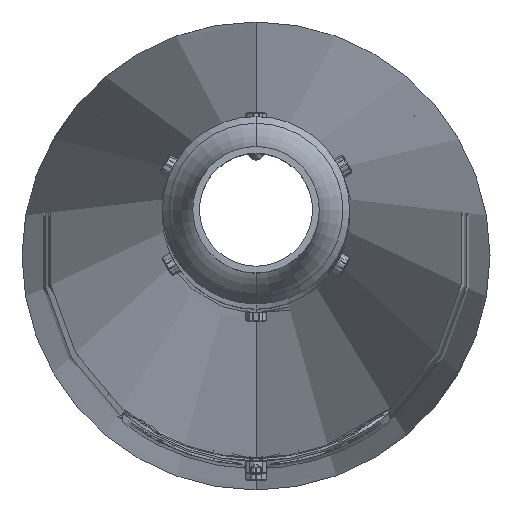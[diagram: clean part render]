
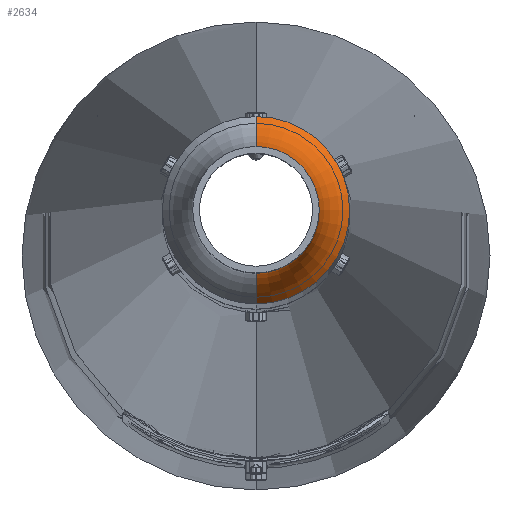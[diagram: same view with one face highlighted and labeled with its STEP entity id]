
A CAD part, top view. The second image highlights one B-rep face of the part: STEP entity #2634.
In plain terms, the highlighted toroidal (fillet/blend) face has major radius 90 mm and minor radius 60 mm.
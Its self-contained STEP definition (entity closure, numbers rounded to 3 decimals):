
#404 = VERTEX_POINT ( 'NONE', #5742 ) ;
#542 = VERTEX_POINT ( 'NONE', #4148 ) ;
#600 = EDGE_CURVE ( 'NONE', #2093, #7706, #823, .T. ) ;
#723 = EDGE_CURVE ( 'NONE', #7706, #404, #7635, .T. ) ;
#823 = CIRCLE ( 'NONE', #1409, 30. ) ;
#1167 = EDGE_CURVE ( 'NONE', #2093, #542, #4395, .T. ) ;
#1237 = DIRECTION ( 'NONE',  ( 1., 0., 0. ) ) ;
#1406 = CARTESIAN_POINT ( 'NONE',  ( 0., 1389.054, -30. ) ) ;
#1409 = AXIS2_PLACEMENT_3D ( 'NONE', #7016, #5779, #2971 ) ;
#1487 = ORIENTED_EDGE ( 'NONE', *, *, #600, .F. ) ;
#2093 = VERTEX_POINT ( 'NONE', #1406 ) ;
#2154 = DIRECTION ( 'NONE',  ( 0., 1., 0. ) ) ;
#2264 = DIRECTION ( 'NONE',  ( 0., 0., 1. ) ) ;
#2539 = CIRCLE ( 'NONE', #9074, 44.45 ) ;
#2634 = ADVANCED_FACE ( 'NONE', ( #5219 ), #7817, .F. ) ;
#2852 = ORIENTED_EDGE ( 'NONE', *, *, #7298, .T. ) ;
#2971 = DIRECTION ( 'NONE',  ( 0., 0., 1. ) ) ;
#3500 = EDGE_LOOP ( 'NONE', ( #1487, #4741, #2852, #7241 ) ) ;
#4037 = DIRECTION ( 'NONE',  ( 0., 0., -1. ) ) ;
#4148 = CARTESIAN_POINT ( 'NONE',  ( 0., 1350., -44.45 ) ) ;
#4395 = CIRCLE ( 'NONE', #5584, 60. ) ;
#4741 = ORIENTED_EDGE ( 'NONE', *, *, #1167, .T. ) ;
#4868 = AXIS2_PLACEMENT_3D ( 'NONE', #7233, #5078, #2264 ) ;
#5078 = DIRECTION ( 'NONE',  ( 0., 1., 0. ) ) ;
#5219 = FACE_OUTER_BOUND ( 'NONE', #3500, .T. ) ;
#5430 = CARTESIAN_POINT ( 'NONE',  ( 0., 1389.054, -90. ) ) ;
#5584 = AXIS2_PLACEMENT_3D ( 'NONE', #5430, #1237, #4037 ) ;
#5742 = CARTESIAN_POINT ( 'NONE',  ( 0., 1350., 44.45 ) ) ;
#5779 = DIRECTION ( 'NONE',  ( 0., 1., 0. ) ) ;
#6025 = CARTESIAN_POINT ( 'NONE',  ( 0., 1389.054, 90. ) ) ;
#6287 = CARTESIAN_POINT ( 'NONE',  ( 0., 1389.054, 30. ) ) ;
#6659 = DIRECTION ( 'NONE',  ( -1., 0., 0. ) ) ;
#7016 = CARTESIAN_POINT ( 'NONE',  ( 0., 1389.054, 0. ) ) ;
#7233 = CARTESIAN_POINT ( 'NONE',  ( 0., 1389.054, 0. ) ) ;
#7241 = ORIENTED_EDGE ( 'NONE', *, *, #723, .F. ) ;
#7298 = EDGE_CURVE ( 'NONE', #542, #404, #2539, .T. ) ;
#7635 = CIRCLE ( 'NONE', #8529, 60. ) ;
#7706 = VERTEX_POINT ( 'NONE', #6287 ) ;
#7817 = TOROIDAL_SURFACE ( 'NONE', #4868, 90., 60. ) ;
#8377 = DIRECTION ( 'NONE',  ( 0., 0., 1. ) ) ;
#8529 = AXIS2_PLACEMENT_3D ( 'NONE', #6025, #6659, #8836 ) ;
#8836 = DIRECTION ( 'NONE',  ( 0., 0., 1. ) ) ;
#9074 = AXIS2_PLACEMENT_3D ( 'NONE', #9134, #2154, #8377 ) ;
#9134 = CARTESIAN_POINT ( 'NONE',  ( 0., 1350., 0. ) ) ;
